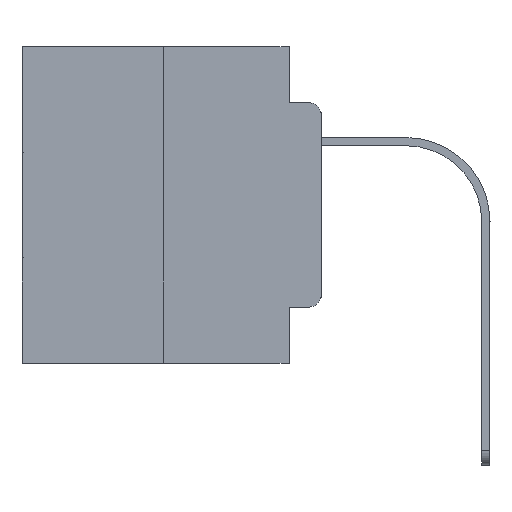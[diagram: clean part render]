
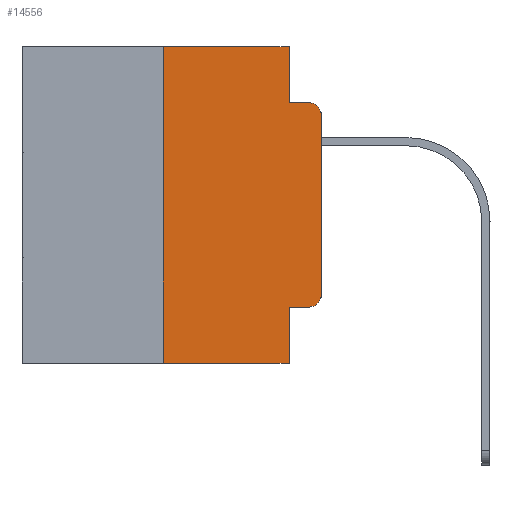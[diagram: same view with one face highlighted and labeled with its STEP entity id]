
A CAD part, left-side view. The second image highlights one B-rep face of the part: STEP entity #14556.
In plain terms, the highlighted planar face has unit normal (-1, 0, 0).
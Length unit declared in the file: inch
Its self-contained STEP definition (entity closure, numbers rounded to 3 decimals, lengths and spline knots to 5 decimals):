
#254 = EDGE_CURVE ( 'NONE', #15757, #26791, #27253, .T. ) ;
#312 = CARTESIAN_POINT ( 'NONE',  ( 0., 0.473, 0. ) ) ;
#373 = VERTEX_POINT ( 'NONE', #10367 ) ;
#539 = ORIENTED_EDGE ( 'NONE', *, *, #17444, .T. ) ;
#885 = CARTESIAN_POINT ( 'NONE',  ( 0., 0.25, 0. ) ) ;
#1536 = DIRECTION ( 'NONE',  ( -1., 0., 0. ) ) ;
#1916 = CARTESIAN_POINT ( 'NONE',  ( 0., 0.051, -0.4115 ) ) ;
#1950 = EDGE_LOOP ( 'NONE', ( #539, #16817, #22889, #7261, #12294, #14717, #8569, #10260, #24957, #11368 ) ) ;
#2541 = EDGE_CURVE ( 'NONE', #373, #23985, #24335, .T. ) ;
#2929 = VERTEX_POINT ( 'NONE', #14447 ) ;
#3159 = LINE ( 'NONE', #15740, #14362 ) ;
#3810 = CARTESIAN_POINT ( 'NONE',  ( 0., 0.051, 0. ) ) ;
#3857 = VECTOR ( 'NONE', #5664, 39.37008 ) ;
#4759 = CARTESIAN_POINT ( 'NONE',  ( 0., 0.051, -0.0885 ) ) ;
#4824 = LINE ( 'NONE', #13547, #23564 ) ;
#5664 = DIRECTION ( 'NONE',  ( 0., 0., -1. ) ) ;
#6571 = EDGE_CURVE ( 'NONE', #6747, #13334, #12790, .T. ) ;
#6747 = VERTEX_POINT ( 'NONE', #7247 ) ;
#7247 = CARTESIAN_POINT ( 'NONE',  ( 0., 0.051, -0.0885 ) ) ;
#7261 = ORIENTED_EDGE ( 'NONE', *, *, #26907, .F. ) ;
#7274 = EDGE_CURVE ( 'NONE', #20591, #13334, #12054, .T. ) ;
#8362 = DIRECTION ( 'NONE',  ( 0., -1., 0. ) ) ;
#8507 = PLANE ( 'NONE',  #10615 ) ;
#8569 = ORIENTED_EDGE ( 'NONE', *, *, #23348, .T. ) ;
#9421 = DIRECTION ( 'NONE',  ( 0., 0., 1. ) ) ;
#9457 = VECTOR ( 'NONE', #9841, 39.37008 ) ;
#9841 = DIRECTION ( 'NONE',  ( 0., 0., 1. ) ) ;
#9986 = DIRECTION ( 'NONE',  ( 0., 0., -1. ) ) ;
#9991 = DIRECTION ( 'NONE',  ( -1., 0., 0. ) ) ;
#10049 = LINE ( 'NONE', #3810, #26433 ) ;
#10219 = VECTOR ( 'NONE', #21032, 39.37008 ) ;
#10260 = ORIENTED_EDGE ( 'NONE', *, *, #2541, .F. ) ;
#10367 = CARTESIAN_POINT ( 'NONE',  ( 0., 0.051, -0.4115 ) ) ;
#10615 = AXIS2_PLACEMENT_3D ( 'NONE', #15008, #12945, #12526 ) ;
#10661 = CARTESIAN_POINT ( 'NONE',  ( 0., 0., -0.3915 ) ) ;
#11368 = ORIENTED_EDGE ( 'NONE', *, *, #26127, .T. ) ;
#12005 = DIRECTION ( 'NONE',  ( 0., -1., 0. ) ) ;
#12054 = CIRCLE ( 'NONE', #20423, 0.02 ) ;
#12294 = ORIENTED_EDGE ( 'NONE', *, *, #254, .F. ) ;
#12430 = LINE ( 'NONE', #1916, #12862 ) ;
#12526 = DIRECTION ( 'NONE',  ( 0., 0., -1. ) ) ;
#12790 = LINE ( 'NONE', #4759, #14627 ) ;
#12862 = VECTOR ( 'NONE', #20446, 39.37008 ) ;
#12945 = DIRECTION ( 'NONE',  ( 1., 0., 0. ) ) ;
#13334 = VERTEX_POINT ( 'NONE', #24612 ) ;
#13547 = CARTESIAN_POINT ( 'NONE',  ( 0., 0., 0. ) ) ;
#13677 = EDGE_CURVE ( 'NONE', #373, #15839, #12430, .T. ) ;
#14279 = CARTESIAN_POINT ( 'NONE',  ( 0., 0.02, -0.3915 ) ) ;
#14362 = VECTOR ( 'NONE', #12005, 39.37008 ) ;
#14447 = CARTESIAN_POINT ( 'NONE',  ( 0., 0.25, -0.5 ) ) ;
#14556 = ADVANCED_FACE ( 'NONE', ( #23019 ), #8507, .F. ) ;
#14627 = VECTOR ( 'NONE', #8362, 39.37008 ) ;
#14717 = ORIENTED_EDGE ( 'NONE', *, *, #21618, .F. ) ;
#14769 = CARTESIAN_POINT ( 'NONE',  ( 0., 0., -0.1085 ) ) ;
#15008 = CARTESIAN_POINT ( 'NONE',  ( 0., 0.473, 0. ) ) ;
#15682 = CARTESIAN_POINT ( 'NONE',  ( 0., 0.02, -0.4115 ) ) ;
#15740 = CARTESIAN_POINT ( 'NONE',  ( 0., 0.473, -0.5 ) ) ;
#15757 = VERTEX_POINT ( 'NONE', #885 ) ;
#15839 = VERTEX_POINT ( 'NONE', #15682 ) ;
#16175 = CARTESIAN_POINT ( 'NONE',  ( 0., 0.25, 0. ) ) ;
#16697 = AXIS2_PLACEMENT_3D ( 'NONE', #14279, #1536, #9986 ) ;
#16817 = ORIENTED_EDGE ( 'NONE', *, *, #7274, .T. ) ;
#17444 = EDGE_CURVE ( 'NONE', #26190, #20591, #4824, .T. ) ;
#17926 = CARTESIAN_POINT ( 'NONE',  ( 0., 0.051, 0. ) ) ;
#20423 = AXIS2_PLACEMENT_3D ( 'NONE', #22554, #9991, #20746 ) ;
#20446 = DIRECTION ( 'NONE',  ( 0., -1., 0. ) ) ;
#20591 = VERTEX_POINT ( 'NONE', #14769 ) ;
#20746 = DIRECTION ( 'NONE',  ( 0., 0., -1. ) ) ;
#20825 = LINE ( 'NONE', #16175, #9457 ) ;
#21029 = CARTESIAN_POINT ( 'NONE',  ( 0., 0.051, -0.5 ) ) ;
#21032 = DIRECTION ( 'NONE',  ( 0., -1., 0. ) ) ;
#21618 = EDGE_CURVE ( 'NONE', #2929, #15757, #20825, .T. ) ;
#22352 = DIRECTION ( 'NONE',  ( 0., 0., -1. ) ) ;
#22429 = CIRCLE ( 'NONE', #16697, 0.02 ) ;
#22554 = CARTESIAN_POINT ( 'NONE',  ( 0., 0.02, -0.1085 ) ) ;
#22889 = ORIENTED_EDGE ( 'NONE', *, *, #6571, .F. ) ;
#23019 = FACE_OUTER_BOUND ( 'NONE', #1950, .T. ) ;
#23348 = EDGE_CURVE ( 'NONE', #2929, #23985, #3159, .T. ) ;
#23564 = VECTOR ( 'NONE', #9421, 39.37008 ) ;
#23985 = VERTEX_POINT ( 'NONE', #21029 ) ;
#24335 = LINE ( 'NONE', #26407, #3857 ) ;
#24612 = CARTESIAN_POINT ( 'NONE',  ( 0., 0.02, -0.0885 ) ) ;
#24957 = ORIENTED_EDGE ( 'NONE', *, *, #13677, .T. ) ;
#26127 = EDGE_CURVE ( 'NONE', #15839, #26190, #22429, .T. ) ;
#26190 = VERTEX_POINT ( 'NONE', #10661 ) ;
#26407 = CARTESIAN_POINT ( 'NONE',  ( 0., 0.051, 0. ) ) ;
#26433 = VECTOR ( 'NONE', #22352, 39.37008 ) ;
#26791 = VERTEX_POINT ( 'NONE', #17926 ) ;
#26907 = EDGE_CURVE ( 'NONE', #26791, #6747, #10049, .T. ) ;
#27253 = LINE ( 'NONE', #312, #10219 ) ;
